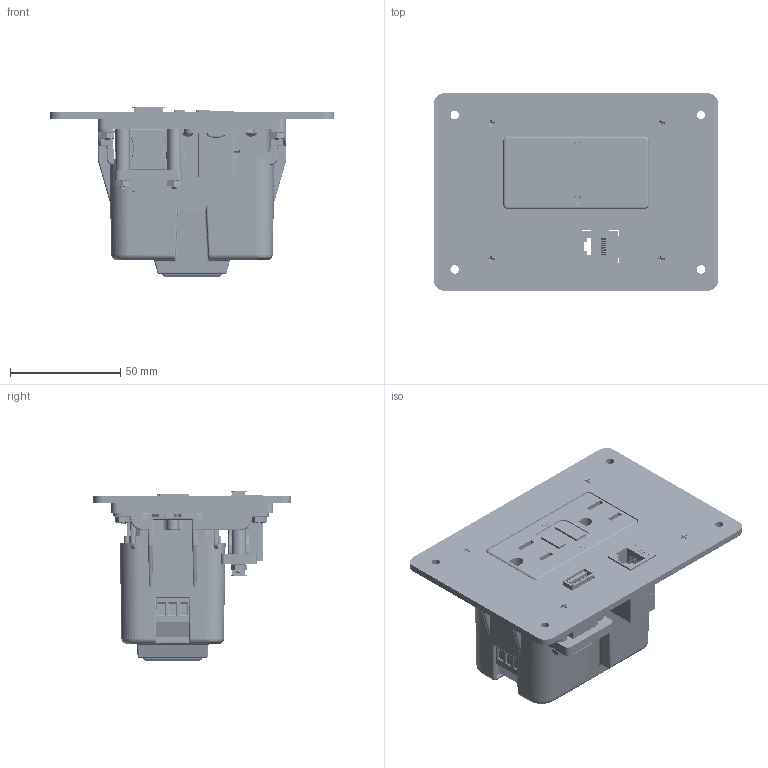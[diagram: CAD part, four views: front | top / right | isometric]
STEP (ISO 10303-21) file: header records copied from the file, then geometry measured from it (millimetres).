
FILE_DESCRIPTION (( 'STEP AP203' ), '1' );
FILE_NAME ('P-P22R2-K1RF0_3D.STEP', '2021-12-03T18:58:27', ( '' ), ( '' ), 'SwSTEP 2.0', 'SolidWorks 2019', '' );
FILE_SCHEMA (( 'CONFIG_CONTROL_DESIGN' ));
Length unit declared in the file: millimetre
Products named in the file (18): P-P22R2-K1RF0_3D; Z-200-OTLT-GFIH-15A_sheared; Z-300-RJ45CAT5; Z-000-4243316TFP; R2; P22; P-P22R2-K1RF0_BP180_1; RF; Z-120-RIOF-SHELL; Z-001-SPR_3_4; P-P22R2-K1RF0_TP180_1; 4-40 half inch flathead _90273A110; P-P22R2-K1RF0_TP060_3; Z-300-USB-A-FF; Z-200-OTLT-RIOF-15A; Z-000-44011_4FH_90273A117; P-P22R2-K1RF0_FP120_1; Z-002-4401_4HN_90675A005
Assembly tree (28 placements, depth 4):
  P-P22R2-K1RF0_3D
    P-P22R2-K1RF0_BP180_1
    P-P22R2-K1RF0_TP060_3
    Z-000-4243316TFP  x2
    P22
      Z-300-USB-A-FF
    P-P22R2-K1RF0_TP180_1
    Z-000-44011_4FH_90273A117  x2
    Z-001-SPR_3_4  x2
    Z-002-4401_4HN_90675A005  x6
    P-P22R2-K1RF0_FP120_1
    R2
      Z-300-RJ45CAT5
    4-40 half inch flathead _90273A110  x4
    RF
      Z-200-OTLT-RIOF-15A
        Z-120-RIOF-SHELL
        Z-200-OTLT-GFIH-15A_sheared
Bounding box: 129.03 x 89.92 x 76.86 mm (x, y, z)
Volume: 194795.2 mm3; surface area: 125866.7 mm2
Topology: 39 solids, 45 shells, 6184 faces, 16320 edges, 10360 vertices
Faces by surface type: plane 2430, cylinder 1883, bspline 1410, cone 334, sphere 66, torus 61
Entity records: 223651 total; most frequent: CARTESIAN_POINT 108407, ORIENTED_EDGE 26768, DIRECTION 18417, EDGE_CURVE 13384, VERTEX_POINT 8444, LINE 7805, VECTOR 7805, EDGE_LOOP 5566
